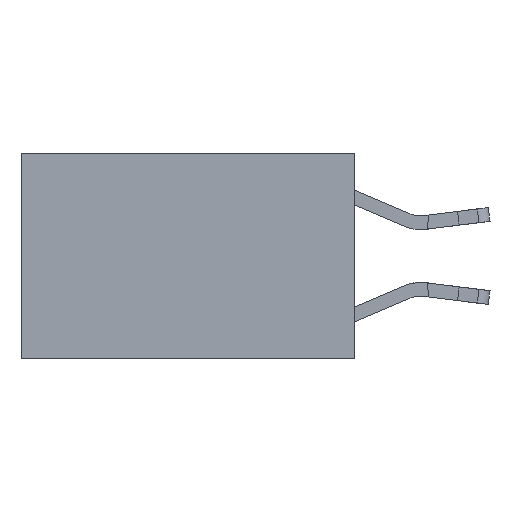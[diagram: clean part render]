
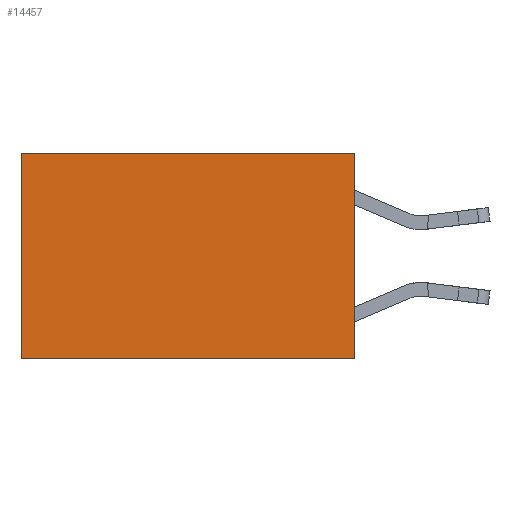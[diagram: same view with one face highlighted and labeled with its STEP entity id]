
A CAD part, left-side view. The second image highlights one B-rep face of the part: STEP entity #14457.
In plain terms, the highlighted planar face has unit normal (-1, 0, 0).
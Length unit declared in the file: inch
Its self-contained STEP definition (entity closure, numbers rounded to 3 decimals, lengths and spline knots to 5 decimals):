
#433 = ORIENTED_EDGE ( 'NONE', *, *, #2004, .T. ) ;
#1138 = PLANE ( 'NONE',  #4271 ) ;
#1744 = DIRECTION ( 'NONE',  ( 0., 0., -1. ) ) ;
#2004 = EDGE_CURVE ( 'NONE', #14003, #8680, #2138, .T. ) ;
#2138 = LINE ( 'NONE', #16217, #13635 ) ;
#2207 = VERTEX_POINT ( 'NONE', #18921 ) ;
#2604 = VECTOR ( 'NONE', #1744, 39.37008 ) ;
#2839 = EDGE_CURVE ( 'NONE', #8680, #2207, #10944, .T. ) ;
#3177 = VECTOR ( 'NONE', #4066, 39.37008 ) ;
#3527 = CARTESIAN_POINT ( 'NONE',  ( 0.2625, 0.6, 0. ) ) ;
#3626 = VERTEX_POINT ( 'NONE', #17510 ) ;
#4038 = DIRECTION ( 'NONE',  ( 0., 0., -1. ) ) ;
#4066 = DIRECTION ( 'NONE',  ( 0., 1., 0. ) ) ;
#4271 = AXIS2_PLACEMENT_3D ( 'NONE', #19940, #4352, #15296 ) ;
#4352 = DIRECTION ( 'NONE',  ( 1., 0., 0. ) ) ;
#6083 = EDGE_CURVE ( 'NONE', #3626, #2207, #16139, .T. ) ;
#6614 = LINE ( 'NONE', #7138, #13970 ) ;
#7138 = CARTESIAN_POINT ( 'NONE',  ( 0.2625, 0., 0. ) ) ;
#8092 = CARTESIAN_POINT ( 'NONE',  ( 0.2625, 0., 0. ) ) ;
#8680 = VERTEX_POINT ( 'NONE', #3527 ) ;
#10327 = CARTESIAN_POINT ( 'NONE',  ( 0.2625, 0., -0.37 ) ) ;
#10944 = LINE ( 'NONE', #12709, #2604 ) ;
#12137 = ORIENTED_EDGE ( 'NONE', *, *, #6083, .F. ) ;
#12709 = CARTESIAN_POINT ( 'NONE',  ( 0.2625, 0.6, 0. ) ) ;
#13121 = EDGE_LOOP ( 'NONE', ( #13823, #12137, #14319, #433 ) ) ;
#13635 = VECTOR ( 'NONE', #15375, 39.37008 ) ;
#13823 = ORIENTED_EDGE ( 'NONE', *, *, #2839, .T. ) ;
#13970 = VECTOR ( 'NONE', #4038, 39.37008 ) ;
#14003 = VERTEX_POINT ( 'NONE', #8092 ) ;
#14319 = ORIENTED_EDGE ( 'NONE', *, *, #16953, .F. ) ;
#14457 = ADVANCED_FACE ( 'NONE', ( #18944 ), #1138, .F. ) ;
#15296 = DIRECTION ( 'NONE',  ( 0., 0., -1. ) ) ;
#15375 = DIRECTION ( 'NONE',  ( 0., 1., 0. ) ) ;
#16139 = LINE ( 'NONE', #10327, #3177 ) ;
#16217 = CARTESIAN_POINT ( 'NONE',  ( 0.2625, 0., 0. ) ) ;
#16953 = EDGE_CURVE ( 'NONE', #14003, #3626, #6614, .T. ) ;
#17510 = CARTESIAN_POINT ( 'NONE',  ( 0.2625, 0., -0.37 ) ) ;
#18921 = CARTESIAN_POINT ( 'NONE',  ( 0.2625, 0.6, -0.37 ) ) ;
#18944 = FACE_OUTER_BOUND ( 'NONE', #13121, .T. ) ;
#19940 = CARTESIAN_POINT ( 'NONE',  ( 0.2625, 0., 0. ) ) ;
